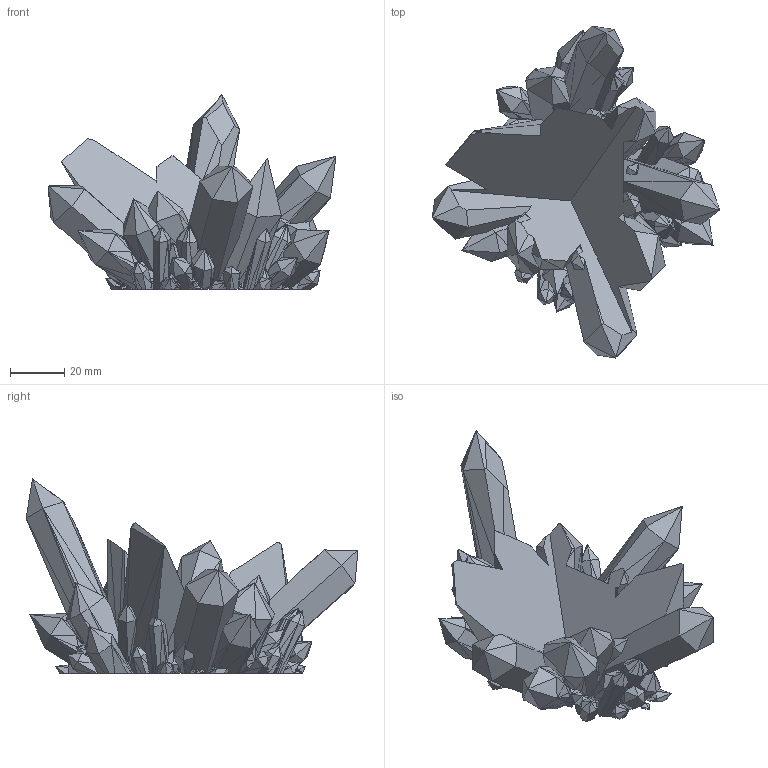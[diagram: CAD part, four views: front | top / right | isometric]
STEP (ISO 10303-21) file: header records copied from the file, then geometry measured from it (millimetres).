
FILE_DESCRIPTION(/* description */ (''),/* implementation_level */ '2;1');
FILE_NAME(/* name */ 'LEDCube_CornerStand_Crystal.step',/* time_stamp */ '2020-07-27T14:05:27+02:00',/* author */ (''),/* organization */ (''),/* preprocessor_version */ 'ST-DEVELOPER v18.1',/* originating_system */ 'Autodesk Translation Framework v9.3.0.1241',/* authorisation */ '');
FILE_SCHEMA (('AUTOMOTIVE_DESIGN { 1 0 10303 214 3 1 1 }'));
Length unit declared in the file: millimetre
Products named in the file (2): Kristall01; Komponente3
Assembly tree (1 placements, depth 2):
  Kristall01
    Komponente3
Bounding box: 105.75 x 121.92 x 71.35 mm (x, y, z)
Volume: 136204.6 mm3; surface area: 33936.9 mm2
Topology: 1 solids, 2 shells, 1415 faces, 3097 edges, 1676 vertices
Faces by surface type: plane 1415
Entity records: 36540 total; most frequent: ORIENTED_EDGE 6220, CARTESIAN_POINT 6204, DIRECTION 5946, LINE 3110, VECTOR 3110, EDGE_CURVE 3110, VERTEX_POINT 1676, EDGE_LOOP 1429
